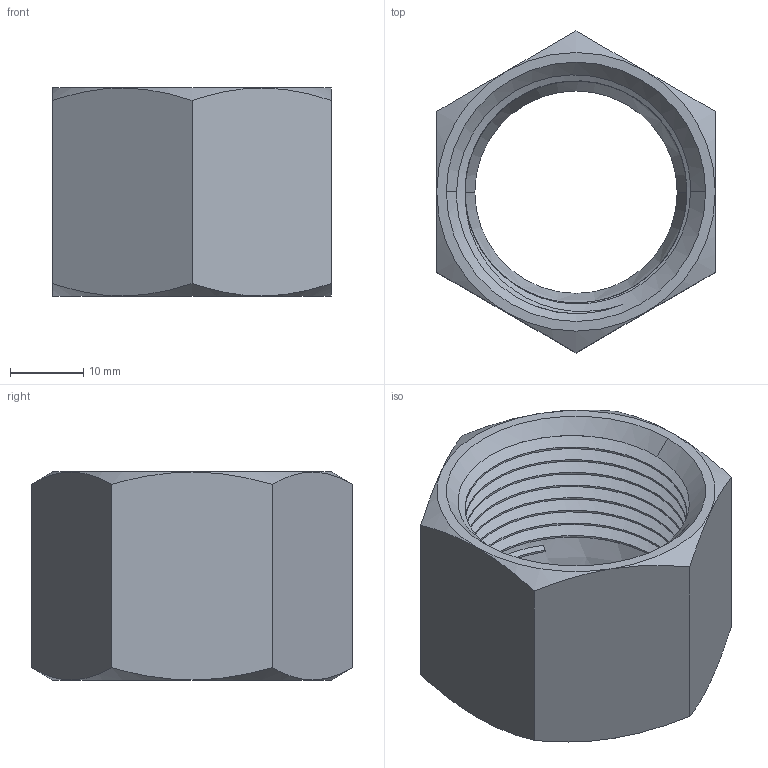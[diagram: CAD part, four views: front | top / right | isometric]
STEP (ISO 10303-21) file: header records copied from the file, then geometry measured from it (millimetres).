
FILE_DESCRIPTION (( 'STEP AP203' ), '1' );
FILE_NAME ('50715K634_Nut for 1 Tube OD 37 Degree Flared Fitting for Stainless Steel Tubing.STEP', '2021-10-19T20:30:07', ( 'Administrator' ), ( 'Managed by Terraform' ), 'SwSTEP 2.0', 'SolidWorks 2017', '' );
FILE_SCHEMA (( 'CONFIG_CONTROL_DESIGN' ));
Length unit declared in the file: inch
Products named in the file (1): 50715K634_Nut for 1 Tube OD 37 Degree Flared Fitting for Stainless Steel Tubing
Bounding box: 38.1 x 43.99 x 28.45 mm (x, y, z)
Volume: 14119.6 mm3; surface area: 8885.1 mm2
Topology: 1 solids, 1 shells, 49 faces, 128 edges, 81 vertices
Faces by surface type: cylinder 19, cone 17, plane 10, bspline 3
Entity records: 6483 total; most frequent: CARTESIAN_POINT 5370, ORIENTED_EDGE 256, DIRECTION 165, EDGE_CURVE 128, VERTEX_POINT 81, AXIS2_PLACEMENT_3D 68, B_SPLINE_CURVE_WITH_KNOTS 56, EDGE_LOOP 51
